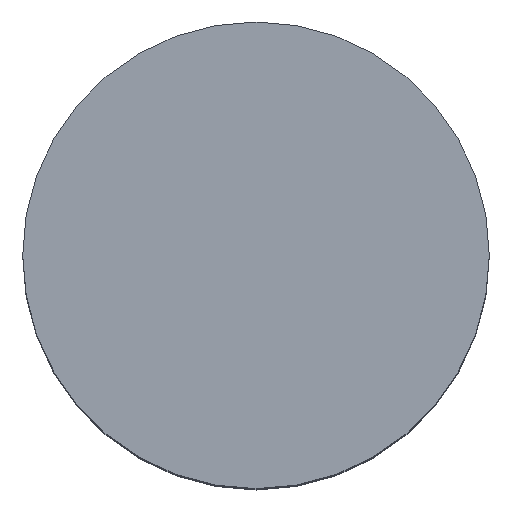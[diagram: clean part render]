
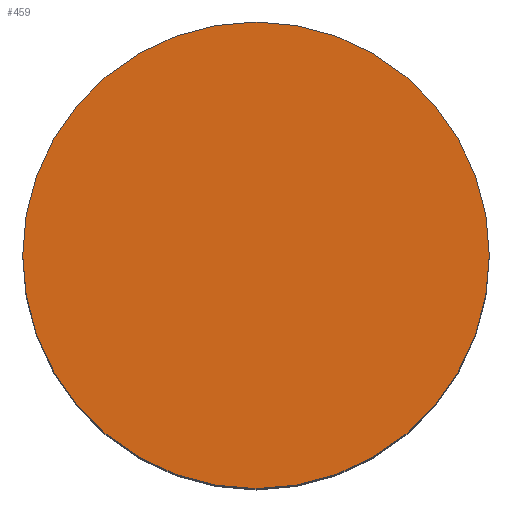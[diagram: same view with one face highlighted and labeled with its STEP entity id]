
A CAD part, top view. The second image highlights one B-rep face of the part: STEP entity #459.
In plain terms, the highlighted planar face has unit normal (0, 0, 1).
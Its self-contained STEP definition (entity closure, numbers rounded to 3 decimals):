
#71=DIRECTION('',(1.,0.,0.));
#99=DIRECTION('',(0.,0.,-1.));
#448=VERTEX_POINT('',#449);
#449=CARTESIAN_POINT('',(6.25,0.,12.55));
#452=EDGE_CURVE('',#448,#448,#453,.T.);
#453=CIRCLE('',#454,3.75);
#454=AXIS2_PLACEMENT_3D('',#455,#99,#71);
#455=CARTESIAN_POINT('',(2.5,0.,12.55));
#459=ADVANCED_FACE('',(#460),#463,.F.);
#460=FACE_BOUND('',#461,.F.);
#461=EDGE_LOOP('',(#462));
#462=ORIENTED_EDGE('',*,*,#452,.T.);
#463=PLANE('',#454);
